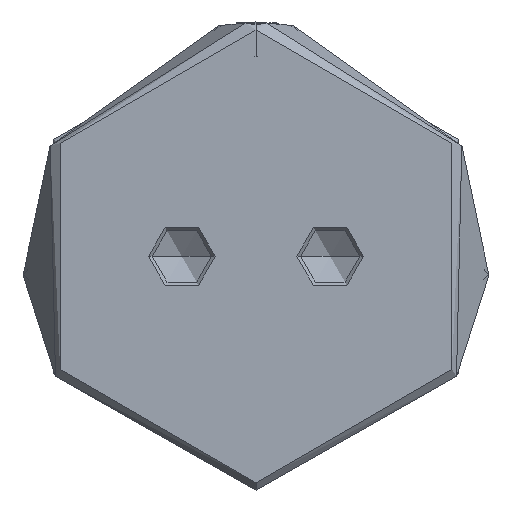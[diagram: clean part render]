
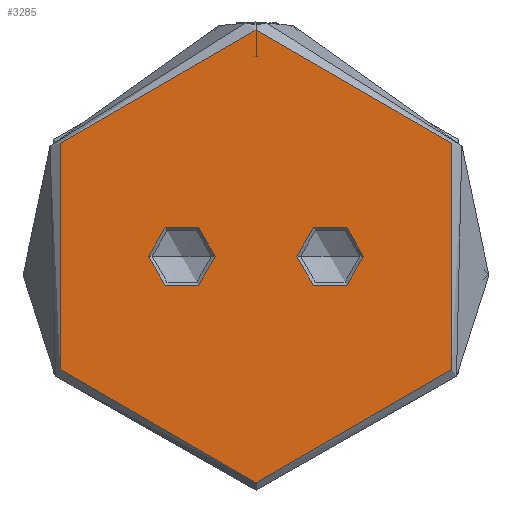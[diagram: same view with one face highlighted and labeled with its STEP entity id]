
A CAD part, front view. The second image highlights one B-rep face of the part: STEP entity #3285.
In plain terms, the highlighted face is planar.
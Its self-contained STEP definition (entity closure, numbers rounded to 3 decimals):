
#84 = CIRCLE ( 'NONE', #7615, 4.5 ) ;
#187 = AXIS2_PLACEMENT_3D ( 'NONE', #8178, #4481, #586 ) ;
#257 = DIRECTION ( 'NONE',  ( 0., -1., 0. ) ) ;
#270 = ORIENTED_EDGE ( 'NONE', *, *, #5759, .F. ) ;
#395 = ORIENTED_EDGE ( 'NONE', *, *, #7683, .F. ) ;
#586 = DIRECTION ( 'NONE',  ( 0., -1., 0. ) ) ;
#653 = ORIENTED_EDGE ( 'NONE', *, *, #4662, .T. ) ;
#985 = EDGE_LOOP ( 'NONE', ( #395, #270 ) ) ;
#1015 = VERTEX_POINT ( 'NONE', #4272 ) ;
#1751 = CARTESIAN_POINT ( 'NONE',  ( 0., -10., 0. ) ) ;
#1759 = CIRCLE ( 'NONE', #3217, 4.5 ) ;
#2240 = CARTESIAN_POINT ( 'NONE',  ( 0., 0., 0. ) ) ;
#2243 = EDGE_CURVE ( 'NONE', #7716, #2710, #1759, .T. ) ;
#2341 = ORIENTED_EDGE ( 'NONE', *, *, #3095, .T. ) ;
#2377 = DIRECTION ( 'NONE',  ( 0., 1., 0. ) ) ;
#2613 = AXIS2_PLACEMENT_3D ( 'NONE', #2240, #6669, #2874 ) ;
#2710 = VERTEX_POINT ( 'NONE', #6769 ) ;
#2794 = CARTESIAN_POINT ( 'NONE',  ( 30.5, 0., 0. ) ) ;
#2874 = DIRECTION ( 'NONE',  ( 1., 0., 0. ) ) ;
#3095 = EDGE_CURVE ( 'NONE', #7027, #8077, #8223, .T. ) ;
#3114 = DIRECTION ( 'NONE',  ( 0., 0., 1. ) ) ;
#3131 = CARTESIAN_POINT ( 'NONE',  ( 0., -10., 0. ) ) ;
#3217 = AXIS2_PLACEMENT_3D ( 'NONE', #1751, #6174, #2377 ) ;
#3285 = ADVANCED_FACE ( 'NONE', ( #5972, #7623, #4317 ), #6128, .F. ) ;
#3424 = EDGE_LOOP ( 'NONE', ( #6866, #4029 ) ) ;
#3649 = DIRECTION ( 'NONE',  ( -1., 0., 0. ) ) ;
#3816 = DIRECTION ( 'NONE',  ( 0., 1., 0. ) ) ;
#3846 = AXIS2_PLACEMENT_3D ( 'NONE', #4899, #7404, #3649 ) ;
#4029 = ORIENTED_EDGE ( 'NONE', *, *, #2243, .T. ) ;
#4149 = DIRECTION ( 'NONE',  ( 0., 0., 1. ) ) ;
#4272 = CARTESIAN_POINT ( 'NONE',  ( 0., 14.5, 0. ) ) ;
#4317 = FACE_BOUND ( 'NONE', #3424, .T. ) ;
#4481 = DIRECTION ( 'NONE',  ( 0., 0., 1. ) ) ;
#4572 = CIRCLE ( 'NONE', #2613, 30.5 ) ;
#4662 = EDGE_CURVE ( 'NONE', #8077, #7027, #4572, .T. ) ;
#4899 = CARTESIAN_POINT ( 'NONE',  ( 0., 0., 0. ) ) ;
#5004 = EDGE_LOOP ( 'NONE', ( #653, #2341 ) ) ;
#5144 = CIRCLE ( 'NONE', #187, 4.5 ) ;
#5322 = CIRCLE ( 'NONE', #7100, 4.5 ) ;
#5759 = EDGE_CURVE ( 'NONE', #1015, #7542, #5144, .T. ) ;
#5972 = FACE_BOUND ( 'NONE', #985, .T. ) ;
#5989 = CARTESIAN_POINT ( 'NONE',  ( -30.5, 0., 0. ) ) ;
#6128 = PLANE ( 'NONE',  #3846 ) ;
#6174 = DIRECTION ( 'NONE',  ( 0., 0., -1. ) ) ;
#6626 = CARTESIAN_POINT ( 'NONE',  ( 0., -14.5, 0. ) ) ;
#6669 = DIRECTION ( 'NONE',  ( 0., 0., 1. ) ) ;
#6769 = CARTESIAN_POINT ( 'NONE',  ( 0., -5.5, 0. ) ) ;
#6792 = EDGE_CURVE ( 'NONE', #2710, #7716, #84, .T. ) ;
#6866 = ORIENTED_EDGE ( 'NONE', *, *, #6792, .T. ) ;
#6900 = CARTESIAN_POINT ( 'NONE',  ( 0., 0., 0. ) ) ;
#6977 = CARTESIAN_POINT ( 'NONE',  ( 0., 5.5, 0. ) ) ;
#7027 = VERTEX_POINT ( 'NONE', #2794 ) ;
#7075 = AXIS2_PLACEMENT_3D ( 'NONE', #6900, #3114, #7529 ) ;
#7100 = AXIS2_PLACEMENT_3D ( 'NONE', #7861, #4149, #257 ) ;
#7404 = DIRECTION ( 'NONE',  ( 0., 0., -1. ) ) ;
#7529 = DIRECTION ( 'NONE',  ( 1., 0., 0. ) ) ;
#7542 = VERTEX_POINT ( 'NONE', #6977 ) ;
#7549 = DIRECTION ( 'NONE',  ( 0., 0., -1. ) ) ;
#7615 = AXIS2_PLACEMENT_3D ( 'NONE', #3131, #7549, #3816 ) ;
#7623 = FACE_OUTER_BOUND ( 'NONE', #5004, .T. ) ;
#7683 = EDGE_CURVE ( 'NONE', #7542, #1015, #5322, .T. ) ;
#7716 = VERTEX_POINT ( 'NONE', #6626 ) ;
#7861 = CARTESIAN_POINT ( 'NONE',  ( 0., 10., 0. ) ) ;
#8077 = VERTEX_POINT ( 'NONE', #5989 ) ;
#8178 = CARTESIAN_POINT ( 'NONE',  ( 0., 10., 0. ) ) ;
#8223 = CIRCLE ( 'NONE', #7075, 30.5 ) ;
